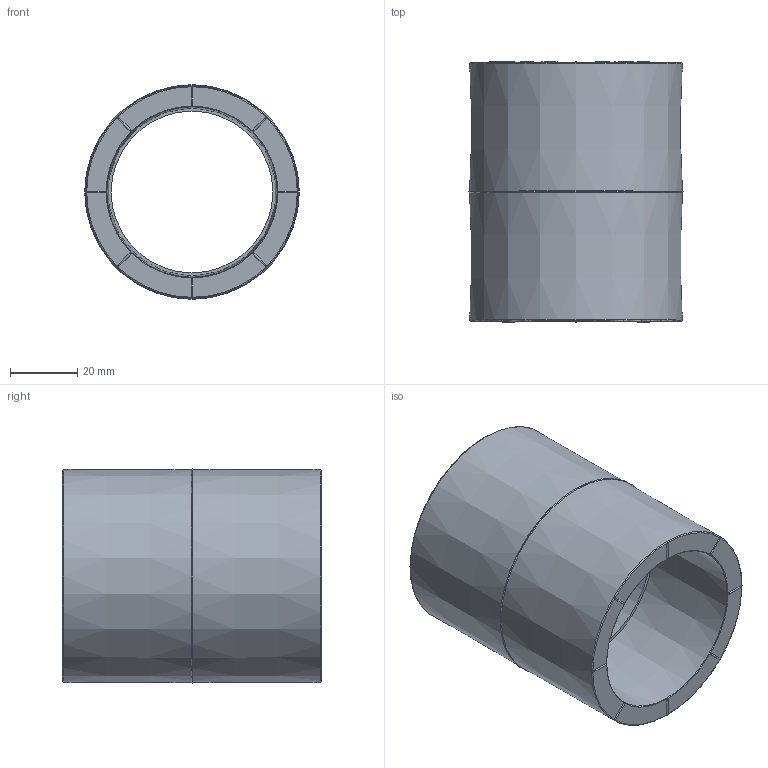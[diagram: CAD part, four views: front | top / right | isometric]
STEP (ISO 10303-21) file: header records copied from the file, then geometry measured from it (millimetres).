
FILE_DESCRIPTION(/* description */ (''),/* implementation_level */ '2;1');
FILE_NAME(/* name */ '50套管.stp',/* time_stamp */ '2024-07-13T09:32:09+08:00',/* author */ (''),/* organization */ (''),/* preprocessor_version */ 'ST-DEVELOPER v16',/* originating_system */ 'SIEMENS PLM Software NX 10.0',/* authorisation */ '');
FILE_SCHEMA (('AUTOMOTIVE_DESIGN { 1 0 10303 214 3 1 1 1 }'));
Length unit declared in the file: millimetre
Products named in the file (1): gelv12E0D7B8jcn0
Bounding box: 63.61 x 77 x 63.61 mm (x, y, z)
Volume: 90275.2 mm3; surface area: 29698.2 mm2
Topology: 1 solids, 1 shells, 1152 faces, 3330 edges, 2185 vertices
Faces by surface type: plane 1081, sphere 32, cylinder 23, cone 6, extrusion 6, torus 4
Full cylindrical faces by diameter (mm): 2 x1, 3 x1, 47.9 x1
Entity records: 41464 total; most frequent: CARTESIAN_POINT 15337, ORIENTED_EDGE 6566, DIRECTION 3678, EDGE_CURVE 3283, VERTEX_POINT 2183, B_SPLINE_CURVE_WITH_KNOTS 2062, AXIS2_PLACEMENT_3D 1298, EDGE_LOOP 1204
